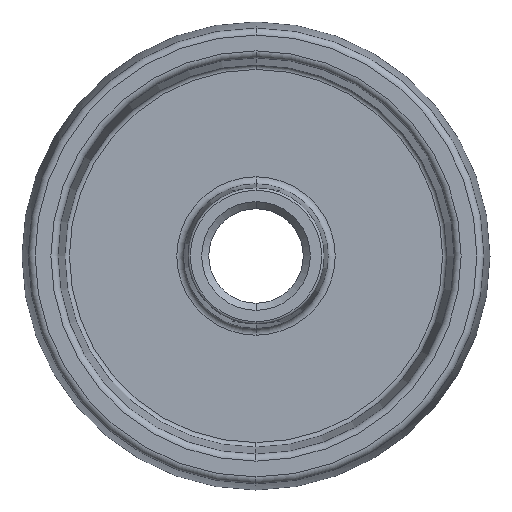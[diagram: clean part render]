
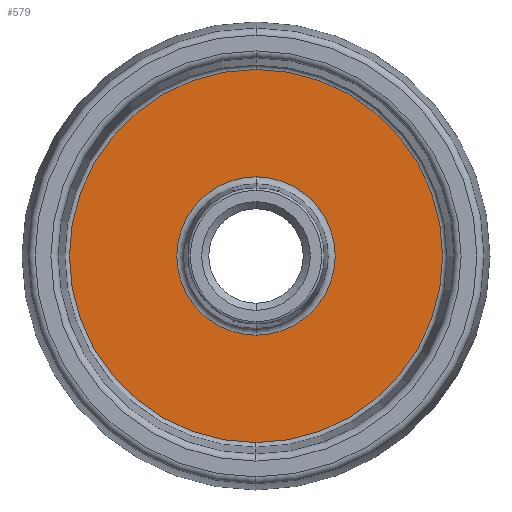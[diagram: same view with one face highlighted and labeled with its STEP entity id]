
A CAD part, left-side view. The second image highlights one B-rep face of the part: STEP entity #579.
In plain terms, the highlighted planar face has unit normal (-1, 0, 0).
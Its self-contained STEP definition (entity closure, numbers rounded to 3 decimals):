
#31 = CIRCLE ( 'NONE', #1043, 16.921 ) ;
#33 = DIRECTION ( 'NONE',  ( -1., 0., 0. ) ) ;
#57 = CARTESIAN_POINT ( 'NONE',  ( -3.5, 0., 39.867 ) ) ;
#168 = VERTEX_POINT ( 'NONE', #264 ) ;
#177 = ORIENTED_EDGE ( 'NONE', *, *, #586, .T. ) ;
#194 = EDGE_CURVE ( 'NONE', #409, #168, #31, .T. ) ;
#196 = CARTESIAN_POINT ( 'NONE',  ( -3.5, 40.75, 0. ) ) ;
#214 = CARTESIAN_POINT ( 'NONE',  ( -3.5, 0., 0. ) ) ;
#264 = CARTESIAN_POINT ( 'NONE',  ( -3.5, 0., 16.921 ) ) ;
#268 = EDGE_LOOP ( 'NONE', ( #403, #543 ) ) ;
#357 = DIRECTION ( 'NONE',  ( -1., 0., 0. ) ) ;
#388 = EDGE_CURVE ( 'NONE', #168, #409, #1100, .T. ) ;
#403 = ORIENTED_EDGE ( 'NONE', *, *, #388, .T. ) ;
#409 = VERTEX_POINT ( 'NONE', #1456 ) ;
#422 = EDGE_LOOP ( 'NONE', ( #659, #177 ) ) ;
#435 = CARTESIAN_POINT ( 'NONE',  ( -3.5, 0., 0. ) ) ;
#458 = VERTEX_POINT ( 'NONE', #1421 ) ;
#543 = ORIENTED_EDGE ( 'NONE', *, *, #194, .T. ) ;
#567 = AXIS2_PLACEMENT_3D ( 'NONE', #214, #357, #1025 ) ;
#579 = ADVANCED_FACE ( 'NONE', ( #966, #1579 ), #1193, .T. ) ;
#586 = EDGE_CURVE ( 'NONE', #458, #1024, #1488, .T. ) ;
#654 = AXIS2_PLACEMENT_3D ( 'NONE', #884, #1712, #1308 ) ;
#659 = ORIENTED_EDGE ( 'NONE', *, *, #1148, .T. ) ;
#868 = DIRECTION ( 'NONE',  ( -1., 0., 0. ) ) ;
#884 = CARTESIAN_POINT ( 'NONE',  ( -3.5, 0., 0. ) ) ;
#952 = CARTESIAN_POINT ( 'NONE',  ( -3.5, 0., 0. ) ) ;
#966 = FACE_BOUND ( 'NONE', #268, .T. ) ;
#991 = DIRECTION ( 'NONE',  ( 0., 0., 1. ) ) ;
#1024 = VERTEX_POINT ( 'NONE', #57 ) ;
#1025 = DIRECTION ( 'NONE',  ( 0., 0., 1. ) ) ;
#1043 = AXIS2_PLACEMENT_3D ( 'NONE', #952, #1467, #1498 ) ;
#1100 = CIRCLE ( 'NONE', #654, 16.921 ) ;
#1148 = EDGE_CURVE ( 'NONE', #1024, #458, #1399, .T. ) ;
#1193 = PLANE ( 'NONE',  #1350 ) ;
#1308 = DIRECTION ( 'NONE',  ( 0., 0., 1. ) ) ;
#1350 = AXIS2_PLACEMENT_3D ( 'NONE', #196, #868, #1730 ) ;
#1399 = CIRCLE ( 'NONE', #1486, 39.867 ) ;
#1421 = CARTESIAN_POINT ( 'NONE',  ( -3.5, 0., -39.867 ) ) ;
#1456 = CARTESIAN_POINT ( 'NONE',  ( -3.5, 0., -16.921 ) ) ;
#1467 = DIRECTION ( 'NONE',  ( 1., 0., 0. ) ) ;
#1486 = AXIS2_PLACEMENT_3D ( 'NONE', #435, #33, #991 ) ;
#1488 = CIRCLE ( 'NONE', #567, 39.867 ) ;
#1498 = DIRECTION ( 'NONE',  ( 0., 0., 1. ) ) ;
#1579 = FACE_OUTER_BOUND ( 'NONE', #422, .T. ) ;
#1712 = DIRECTION ( 'NONE',  ( 1., 0., 0. ) ) ;
#1730 = DIRECTION ( 'NONE',  ( 0., 0., 1. ) ) ;
